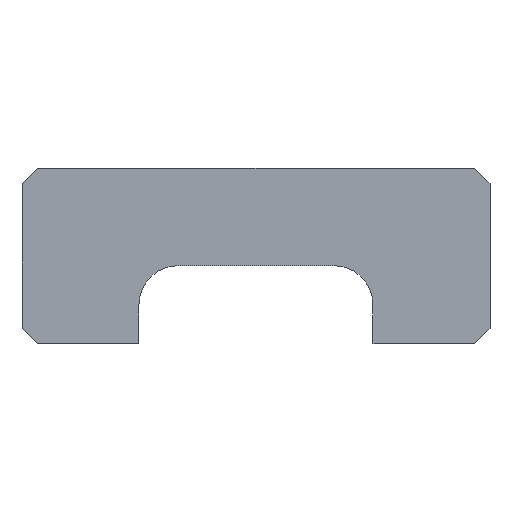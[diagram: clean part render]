
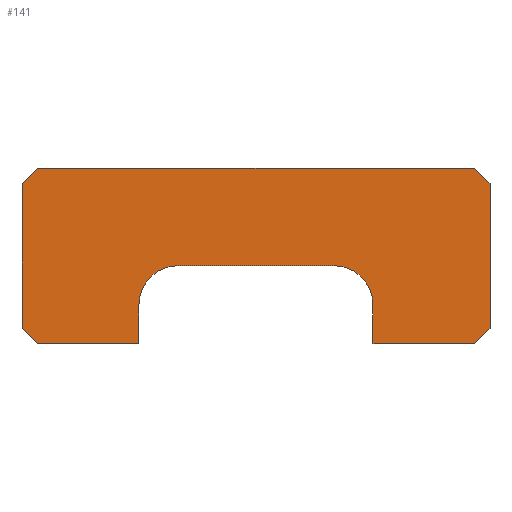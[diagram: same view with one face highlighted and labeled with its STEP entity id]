
A CAD part, top view. The second image highlights one B-rep face of the part: STEP entity #141.
In plain terms, the highlighted planar face has unit normal (0, 0, 1).
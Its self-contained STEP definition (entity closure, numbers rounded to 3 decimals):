
#113=CIRCLE('',#730,1.);
#114=CIRCLE('',#731,1.);
#141=ADVANCED_FACE('',(#201),#171,.T.);
#171=PLANE('',#732);
#201=FACE_OUTER_BOUND('',#233,.T.);
#233=EDGE_LOOP('',(#357,#358,#359,#360,#361,#362,#363,#364,#365,#366,#367,
#368,#369,#370));
#357=ORIENTED_EDGE('',*,*,#536,.T.);
#358=ORIENTED_EDGE('',*,*,#537,.T.);
#359=ORIENTED_EDGE('',*,*,#507,.T.);
#360=ORIENTED_EDGE('',*,*,#538,.T.);
#361=ORIENTED_EDGE('',*,*,#513,.T.);
#362=ORIENTED_EDGE('',*,*,#539,.T.);
#363=ORIENTED_EDGE('',*,*,#517,.T.);
#364=ORIENTED_EDGE('',*,*,#540,.T.);
#365=ORIENTED_EDGE('',*,*,#519,.T.);
#366=ORIENTED_EDGE('',*,*,#525,.T.);
#367=ORIENTED_EDGE('',*,*,#541,.T.);
#368=ORIENTED_EDGE('',*,*,#526,.T.);
#369=ORIENTED_EDGE('',*,*,#542,.T.);
#370=ORIENTED_EDGE('',*,*,#530,.T.);
#437=VERTEX_POINT('',#988);
#438=VERTEX_POINT('',#989);
#443=VERTEX_POINT('',#1000);
#444=VERTEX_POINT('',#1002);
#447=VERTEX_POINT('',#1009);
#448=VERTEX_POINT('',#1011);
#449=VERTEX_POINT('',#1015);
#450=VERTEX_POINT('',#1016);
#454=VERTEX_POINT('',#1026);
#455=VERTEX_POINT('',#1030);
#456=VERTEX_POINT('',#1031);
#459=VERTEX_POINT('',#1039);
#460=VERTEX_POINT('',#1040);
#464=VERTEX_POINT('',#1050);
#507=EDGE_CURVE('',#437,#438,#587,.T.);
#513=EDGE_CURVE('',#444,#443,#593,.T.);
#517=EDGE_CURVE('',#448,#447,#597,.T.);
#519=EDGE_CURVE('',#449,#450,#599,.T.);
#525=EDGE_CURVE('',#450,#454,#605,.T.);
#526=EDGE_CURVE('',#455,#456,#606,.T.);
#530=EDGE_CURVE('',#459,#460,#610,.T.);
#536=EDGE_CURVE('',#460,#464,#616,.T.);
#537=EDGE_CURVE('',#464,#437,#617,.T.);
#538=EDGE_CURVE('',#438,#444,#618,.T.);
#539=EDGE_CURVE('',#443,#448,#619,.T.);
#540=EDGE_CURVE('',#447,#449,#620,.T.);
#541=EDGE_CURVE('',#454,#455,#113,.T.);
#542=EDGE_CURVE('',#456,#459,#114,.T.);
#587=LINE('',#987,#663);
#593=LINE('',#1001,#669);
#597=LINE('',#1010,#673);
#599=LINE('',#1014,#675);
#605=LINE('',#1027,#681);
#606=LINE('',#1029,#682);
#610=LINE('',#1038,#686);
#616=LINE('',#1051,#692);
#617=LINE('',#1053,#693);
#618=LINE('',#1054,#694);
#619=LINE('',#1055,#695);
#620=LINE('',#1056,#696);
#663=VECTOR('',#822,1.);
#669=VECTOR('',#830,1.);
#673=VECTOR('',#836,1.);
#675=VECTOR('',#840,1.);
#681=VECTOR('',#848,1.);
#682=VECTOR('',#851,1.);
#686=VECTOR('',#857,1.);
#692=VECTOR('',#865,1.);
#693=VECTOR('',#868,1.);
#694=VECTOR('',#869,1.);
#695=VECTOR('',#870,1.);
#696=VECTOR('',#871,1.);
#730=AXIS2_PLACEMENT_3D('',#1057,#872,#873);
#731=AXIS2_PLACEMENT_3D('',#1058,#874,#875);
#732=AXIS2_PLACEMENT_3D('',#1059,#876,#877);
#822=DIRECTION('',(0.,1.,0.));
#830=DIRECTION('',(-1.,0.,0.));
#836=DIRECTION('',(0.,-1.,0.));
#840=DIRECTION('',(1.,0.,0.));
#848=DIRECTION('',(0.,1.,0.));
#851=DIRECTION('',(1.,0.,0.));
#857=DIRECTION('',(0.,-1.,0.));
#865=DIRECTION('',(1.,0.,0.));
#868=DIRECTION('',(0.707,0.707,0.));
#869=DIRECTION('',(-0.707,0.707,0.));
#870=DIRECTION('',(-0.707,-0.707,0.));
#871=DIRECTION('',(0.707,-0.707,0.));
#872=DIRECTION('',(0.,0.,-1.));
#873=DIRECTION('',(1.,0.,0.));
#874=DIRECTION('',(0.,0.,-1.));
#875=DIRECTION('',(1.,0.,0.));
#876=DIRECTION('',(0.,0.,1.));
#877=DIRECTION('',(1.,0.,0.));
#987=CARTESIAN_POINT('',(12.,0.,0.49));
#988=CARTESIAN_POINT('',(12.,0.4,0.49));
#989=CARTESIAN_POINT('',(12.,4.1,0.49));
#1000=CARTESIAN_POINT('',(0.4,4.5,0.49));
#1001=CARTESIAN_POINT('',(12.,4.5,0.49));
#1002=CARTESIAN_POINT('',(11.6,4.5,0.49));
#1009=CARTESIAN_POINT('',(0.,0.4,0.49));
#1010=CARTESIAN_POINT('',(0.,4.5,0.49));
#1011=CARTESIAN_POINT('',(0.,4.1,0.49));
#1014=CARTESIAN_POINT('',(0.,0.,0.49));
#1015=CARTESIAN_POINT('',(0.4,0.,0.49));
#1016=CARTESIAN_POINT('',(3.,0.,0.49));
#1026=CARTESIAN_POINT('',(3.,1.,0.49));
#1027=CARTESIAN_POINT('',(3.,0.,0.49));
#1029=CARTESIAN_POINT('',(3.,2.,0.49));
#1030=CARTESIAN_POINT('',(4.,2.,0.49));
#1031=CARTESIAN_POINT('',(8.,2.,0.49));
#1038=CARTESIAN_POINT('',(9.,2.,0.49));
#1039=CARTESIAN_POINT('',(9.,1.,0.49));
#1040=CARTESIAN_POINT('',(9.,0.,0.49));
#1050=CARTESIAN_POINT('',(11.6,0.,0.49));
#1051=CARTESIAN_POINT('',(9.,0.,0.49));
#1053=CARTESIAN_POINT('',(14.05,2.45,0.49));
#1054=CARTESIAN_POINT('',(11.8,4.3,0.49));
#1055=CARTESIAN_POINT('',(6.2,10.3,0.49));
#1056=CARTESIAN_POINT('',(3.95,-3.55,0.49));
#1057=CARTESIAN_POINT('',(4.,1.,0.49));
#1058=CARTESIAN_POINT('',(8.,1.,0.49));
#1059=CARTESIAN_POINT('',(12.,4.5,0.49));
